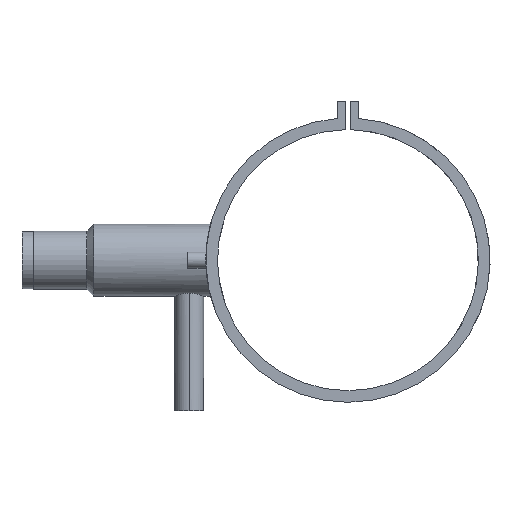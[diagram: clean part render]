
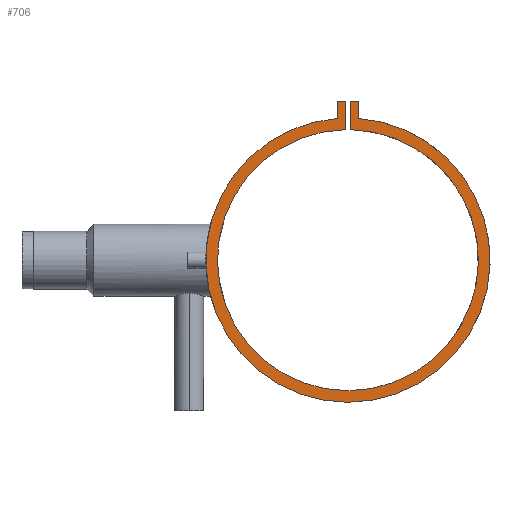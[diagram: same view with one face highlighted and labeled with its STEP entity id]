
A CAD part, left-side view. The second image highlights one B-rep face of the part: STEP entity #706.
In plain terms, the highlighted planar face has unit normal (-1, 0, 0).
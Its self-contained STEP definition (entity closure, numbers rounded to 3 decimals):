
#33 = LINE ( 'NONE', #838, #454 ) ;
#143 = EDGE_CURVE ( 'NONE', #2303, #408, #1170, .T. ) ;
#184 = LINE ( 'NONE', #979, #781 ) ;
#246 = CARTESIAN_POINT ( 'NONE',  ( -69., 9., 137.169 ) ) ;
#265 = VECTOR ( 'NONE', #273, 1000. ) ;
#273 = DIRECTION ( 'NONE',  ( 0., -1., 0. ) ) ;
#283 = VERTEX_POINT ( 'NONE', #1000 ) ;
#390 = EDGE_CURVE ( 'NONE', #2074, #1690, #1969, .T. ) ;
#396 = AXIS2_PLACEMENT_3D ( 'NONE', #456, #1233, #1975 ) ;
#408 = VERTEX_POINT ( 'NONE', #2366 ) ;
#454 = VECTOR ( 'NONE', #1597, 1000. ) ;
#456 = CARTESIAN_POINT ( 'NONE',  ( -69., 0., 0. ) ) ;
#458 = CARTESIAN_POINT ( 'NONE',  ( -69., 0., 0. ) ) ;
#510 = DIRECTION ( 'NONE',  ( 0., 0., -1. ) ) ;
#549 = ORIENTED_EDGE ( 'NONE', *, *, #1051, .F. ) ;
#577 = CARTESIAN_POINT ( 'NONE',  ( -69., -9., 122.169 ) ) ;
#645 = DIRECTION ( 'NONE',  ( 0., 0., -1. ) ) ;
#664 = CIRCLE ( 'NONE', #2041, 122.5 ) ;
#706 = ADVANCED_FACE ( 'NONE', ( #1420 ), #2156, .F. ) ;
#725 = VERTEX_POINT ( 'NONE', #1432 ) ;
#781 = VECTOR ( 'NONE', #1731, 1000. ) ;
#784 = ORIENTED_EDGE ( 'NONE', *, *, #390, .F. ) ;
#805 = VECTOR ( 'NONE', #1037, 1000. ) ;
#812 = EDGE_CURVE ( 'NONE', #1023, #283, #1257, .T. ) ;
#838 = CARTESIAN_POINT ( 'NONE',  ( -69., 9., 137.169 ) ) ;
#900 = VECTOR ( 'NONE', #510, 1000. ) ;
#905 = ORIENTED_EDGE ( 'NONE', *, *, #2376, .F. ) ;
#947 = ORIENTED_EDGE ( 'NONE', *, *, #143, .F. ) ;
#958 = CARTESIAN_POINT ( 'NONE',  ( -69., 0., 0. ) ) ;
#979 = CARTESIAN_POINT ( 'NONE',  ( -69., -2., 137.169 ) ) ;
#1000 = CARTESIAN_POINT ( 'NONE',  ( -69., -9., 137.169 ) ) ;
#1023 = VERTEX_POINT ( 'NONE', #2279 ) ;
#1037 = DIRECTION ( 'NONE',  ( 0., 0., 1. ) ) ;
#1051 = EDGE_CURVE ( 'NONE', #408, #1023, #184, .T. ) ;
#1127 = AXIS2_PLACEMENT_3D ( 'NONE', #958, #1713, #2453 ) ;
#1139 = CARTESIAN_POINT ( 'NONE',  ( -69., 9., 137.169 ) ) ;
#1170 = CIRCLE ( 'NONE', #1127, 112.5 ) ;
#1233 = DIRECTION ( 'NONE',  ( 1., 0., 0. ) ) ;
#1235 = DIRECTION ( 'NONE',  ( 1., 0., 0. ) ) ;
#1242 = ORIENTED_EDGE ( 'NONE', *, *, #812, .F. ) ;
#1257 = LINE ( 'NONE', #1994, #265 ) ;
#1420 = FACE_OUTER_BOUND ( 'NONE', #1653, .T. ) ;
#1432 = CARTESIAN_POINT ( 'NONE',  ( -69., 2., 137.169 ) ) ;
#1471 = LINE ( 'NONE', #2208, #900 ) ;
#1597 = DIRECTION ( 'NONE',  ( 0., -1., 0. ) ) ;
#1599 = LINE ( 'NONE', #2336, #1806 ) ;
#1603 = EDGE_CURVE ( 'NONE', #725, #2303, #1471, .T. ) ;
#1653 = EDGE_LOOP ( 'NONE', ( #905, #1843, #1242, #549, #947, #1820, #2084, #784 ) ) ;
#1690 = VERTEX_POINT ( 'NONE', #1139 ) ;
#1713 = DIRECTION ( 'NONE',  ( -1., 0., 0. ) ) ;
#1731 = DIRECTION ( 'NONE',  ( 0., 0., 1. ) ) ;
#1775 = CARTESIAN_POINT ( 'NONE',  ( -69., 2., 112.482 ) ) ;
#1806 = VECTOR ( 'NONE', #645, 1000. ) ;
#1820 = ORIENTED_EDGE ( 'NONE', *, *, #1603, .F. ) ;
#1843 = ORIENTED_EDGE ( 'NONE', *, *, #1940, .F. ) ;
#1940 = EDGE_CURVE ( 'NONE', #283, #2111, #1599, .T. ) ;
#1969 = LINE ( 'NONE', #246, #805 ) ;
#1975 = DIRECTION ( 'NONE',  ( 0., 0., -1. ) ) ;
#1977 = DIRECTION ( 'NONE',  ( 0., 0., -1. ) ) ;
#1994 = CARTESIAN_POINT ( 'NONE',  ( -69., -2., 137.169 ) ) ;
#2041 = AXIS2_PLACEMENT_3D ( 'NONE', #458, #1235, #1977 ) ;
#2049 = CARTESIAN_POINT ( 'NONE',  ( -69., 9., 122.169 ) ) ;
#2074 = VERTEX_POINT ( 'NONE', #2049 ) ;
#2084 = ORIENTED_EDGE ( 'NONE', *, *, #2311, .F. ) ;
#2111 = VERTEX_POINT ( 'NONE', #577 ) ;
#2156 = PLANE ( 'NONE',  #396 ) ;
#2208 = CARTESIAN_POINT ( 'NONE',  ( -69., 2., 137.169 ) ) ;
#2279 = CARTESIAN_POINT ( 'NONE',  ( -69., -2., 137.169 ) ) ;
#2303 = VERTEX_POINT ( 'NONE', #1775 ) ;
#2311 = EDGE_CURVE ( 'NONE', #1690, #725, #33, .T. ) ;
#2336 = CARTESIAN_POINT ( 'NONE',  ( -69., -9., 137.169 ) ) ;
#2366 = CARTESIAN_POINT ( 'NONE',  ( -69., -2., 112.482 ) ) ;
#2376 = EDGE_CURVE ( 'NONE', #2111, #2074, #664, .T. ) ;
#2453 = DIRECTION ( 'NONE',  ( 0., 0., -1. ) ) ;
